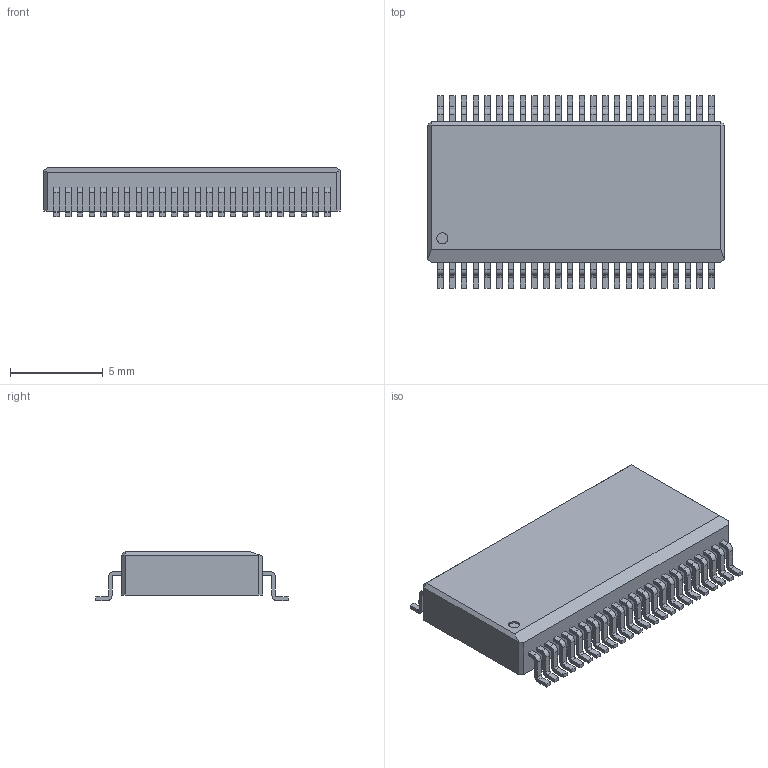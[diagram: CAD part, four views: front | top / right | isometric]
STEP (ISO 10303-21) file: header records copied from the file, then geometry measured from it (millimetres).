
FILE_DESCRIPTION (( 'STEP AP214' ), '1' );
FILE_NAME ('User Library-SSOP-48.STEP', '2010-11-01T00:27:09', ( 'SysAdmin' ), ( 'SolidWorks' ), 'SwSTEP 2.0', 'SolidWorks 2010', '' );
FILE_SCHEMA (( 'AUTOMOTIVE_DESIGN' ));
Length unit declared in the file: millimetre
Products named in the file (1): User Library-SSOP-48
Bounding box: 16 x 10.4 x 2.65 mm (x, y, z)
Volume: 291.1 mm3; surface area: 471.1 mm2
Topology: 1 solids, 1 shells, 643 faces, 1770 edges, 1178 vertices
Faces by surface type: plane 449, cylinder 194
Entity records: 27491 total; most frequent: CARTESIAN_POINT 3592, ORIENTED_EDGE 3540, DIRECTION 3446, EDGE_CURVE 1770, VECTOR 1382, LINE 1382, VERTEX_POINT 1178, AXIS2_PLACEMENT_3D 1032
